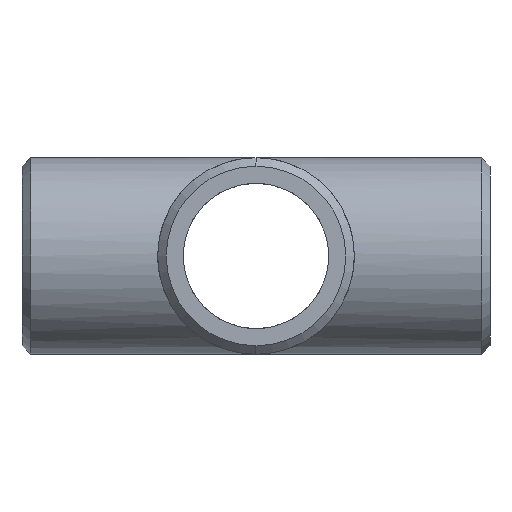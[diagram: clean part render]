
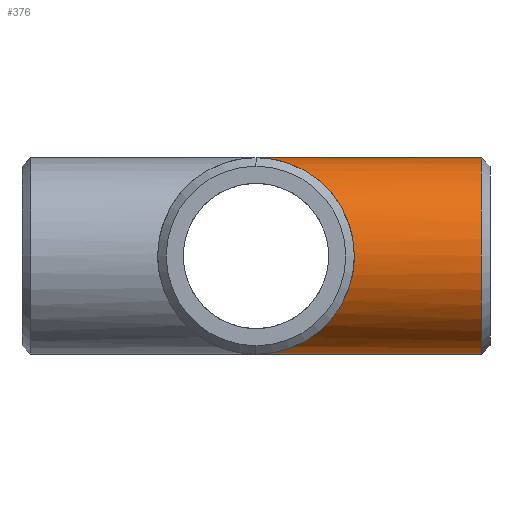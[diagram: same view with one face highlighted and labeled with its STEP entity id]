
A CAD part, left-side view. The second image highlights one B-rep face of the part: STEP entity #376.
In plain terms, the highlighted cylindrical face has radius 10.668 mm (diameter 21.336 mm), a partial arc.
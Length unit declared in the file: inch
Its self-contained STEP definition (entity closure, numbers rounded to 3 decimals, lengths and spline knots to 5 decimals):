
#19 = VERTEX_POINT ( 'NONE', #313 ) ;
#20 = EDGE_CURVE ( 'NONE', #391, #465, #336, .T. ) ;
#24 = VERTEX_POINT ( 'NONE', #519 ) ;
#25 = LINE ( 'NONE', #784, #57 ) ;
#30 = AXIS2_PLACEMENT_3D ( 'NONE', #574, #79, #132 ) ;
#57 = VECTOR ( 'NONE', #723, 39.37008 ) ;
#60 = ORIENTED_EDGE ( 'NONE', *, *, #800, .F. ) ;
#79 = DIRECTION ( 'NONE',  ( 0., 1., 0. ) ) ;
#80 = CARTESIAN_POINT ( 'NONE',  ( 0., -0.96367, 0. ) ) ;
#132 = DIRECTION ( 'NONE',  ( 0., 0., -1. ) ) ;
#174 = ORIENTED_EDGE ( 'NONE', *, *, #443, .F. ) ;
#198 = CARTESIAN_POINT ( 'NONE',  ( -0.84, -0.84, 0.42 ) ) ;
#313 = CARTESIAN_POINT ( 'NONE',  ( 0., 0., 0.42 ) ) ;
#314 = DIRECTION ( 'NONE',  ( 0., 1., 0. ) ) ;
#319 = FACE_OUTER_BOUND ( 'NONE', #734, .T. ) ;
#321 = CARTESIAN_POINT ( 'NONE',  ( -0.84, -0.84, -0.42 ) ) ;
#336 = CIRCLE ( 'NONE', #715, 0.42 ) ;
#376 = ADVANCED_FACE ( 'NONE', ( #319 ), #507, .T. ) ;
#391 = VERTEX_POINT ( 'NONE', #692 ) ;
#443 = EDGE_CURVE ( 'NONE', #24, #19, #535, .T. ) ;
#444 = CARTESIAN_POINT ( 'NONE',  ( 0., -1., -0.42 ) ) ;
#465 = VERTEX_POINT ( 'NONE', #714 ) ;
#507 = CYLINDRICAL_SURFACE ( 'NONE', #30, 0.42 ) ;
#519 = CARTESIAN_POINT ( 'NONE',  ( 0., 0., -0.42 ) ) ;
#535 =( BOUNDED_CURVE ( )  B_SPLINE_CURVE ( 3, ( #754, #321, #198, #578 ),
 .UNSPECIFIED., .F., .T. ) 
 B_SPLINE_CURVE_WITH_KNOTS ( ( 4, 4 ),
 ( 4.71239, 7.85398 ),
 .UNSPECIFIED. ) 
 CURVE ( )  GEOMETRIC_REPRESENTATION_ITEM ( )  RATIONAL_B_SPLINE_CURVE ( ( 1., 0.333, 0.333, 1. ) ) 
 REPRESENTATION_ITEM ( '' )  );
#566 = DIRECTION ( 'NONE',  ( 0., 1., 0. ) ) ;
#574 = CARTESIAN_POINT ( 'NONE',  ( 0., -1., 0. ) ) ;
#576 = LINE ( 'NONE', #444, #781 ) ;
#578 = CARTESIAN_POINT ( 'NONE',  ( 0., 0., 0.42 ) ) ;
#583 = DIRECTION ( 'NONE',  ( 0., 0., -1. ) ) ;
#588 = EDGE_CURVE ( 'NONE', #465, #19, #25, .T. ) ;
#674 = ORIENTED_EDGE ( 'NONE', *, *, #588, .T. ) ;
#692 = CARTESIAN_POINT ( 'NONE',  ( 0., -0.96367, -0.42 ) ) ;
#714 = CARTESIAN_POINT ( 'NONE',  ( 0., -0.96367, 0.42 ) ) ;
#715 = AXIS2_PLACEMENT_3D ( 'NONE', #80, #566, #583 ) ;
#723 = DIRECTION ( 'NONE',  ( 0., 1., 0. ) ) ;
#734 = EDGE_LOOP ( 'NONE', ( #737, #674, #174, #60 ) ) ;
#737 = ORIENTED_EDGE ( 'NONE', *, *, #20, .T. ) ;
#754 = CARTESIAN_POINT ( 'NONE',  ( 0., 0., -0.42 ) ) ;
#781 = VECTOR ( 'NONE', #314, 39.37008 ) ;
#784 = CARTESIAN_POINT ( 'NONE',  ( 0., -1., 0.42 ) ) ;
#800 = EDGE_CURVE ( 'NONE', #391, #24, #576, .T. ) ;
